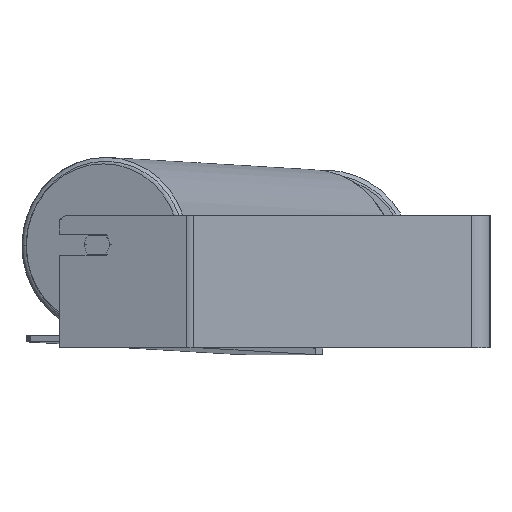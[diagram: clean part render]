
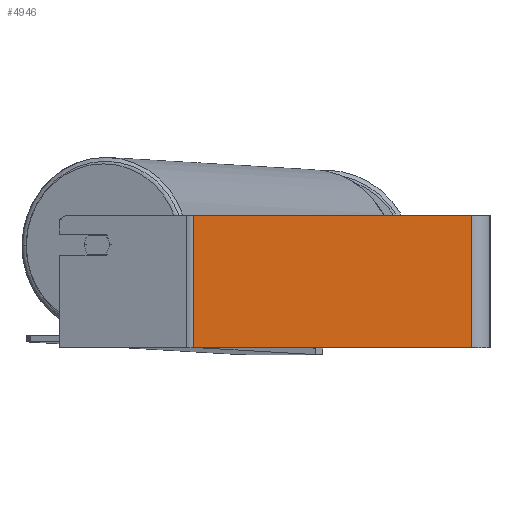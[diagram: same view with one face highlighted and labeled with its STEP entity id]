
A CAD part, left-side view. The second image highlights one B-rep face of the part: STEP entity #4946.
In plain terms, the highlighted planar face has unit normal (-1, 0, 0).
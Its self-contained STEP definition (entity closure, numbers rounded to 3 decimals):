
#25 = VECTOR ( 'NONE', #4653, 1000. ) ;
#576 = CARTESIAN_POINT ( 'NONE',  ( -745., 224.44, -50. ) ) ;
#1613 = VECTOR ( 'NONE', #8344, 1000. ) ;
#1888 = VECTOR ( 'NONE', #5707, 1000. ) ;
#2338 = VERTEX_POINT ( 'NONE', #2538 ) ;
#2538 = CARTESIAN_POINT ( 'NONE',  ( -745., 224.44, 50. ) ) ;
#2825 = CARTESIAN_POINT ( 'NONE',  ( -745., 226.908, 50. ) ) ;
#3177 = CARTESIAN_POINT ( 'NONE',  ( -745., 226.908, -50. ) ) ;
#3495 = VERTEX_POINT ( 'NONE', #576 ) ;
#3548 = LINE ( 'NONE', #2825, #1888 ) ;
#3578 = DIRECTION ( 'NONE',  ( 1., 0., 0. ) ) ;
#3896 = LINE ( 'NONE', #3177, #25 ) ;
#4099 = CARTESIAN_POINT ( 'NONE',  ( -745., 14., 50. ) ) ;
#4305 = ORIENTED_EDGE ( 'NONE', *, *, #8253, .F. ) ;
#4326 = DIRECTION ( 'NONE',  ( 0., 0., -1. ) ) ;
#4653 = DIRECTION ( 'NONE',  ( 0., -1., 0. ) ) ;
#4946 = ADVANCED_FACE ( 'NONE', ( #5023 ), #6444, .F. ) ;
#5023 = FACE_OUTER_BOUND ( 'NONE', #8239, .T. ) ;
#5454 = CARTESIAN_POINT ( 'NONE',  ( -745., 224.44, 50. ) ) ;
#5707 = DIRECTION ( 'NONE',  ( 0., -1., 0. ) ) ;
#6214 = VECTOR ( 'NONE', #8710, 1000. ) ;
#6444 = PLANE ( 'NONE',  #8993 ) ;
#7239 = VERTEX_POINT ( 'NONE', #4099 ) ;
#7284 = ORIENTED_EDGE ( 'NONE', *, *, #7948, .T. ) ;
#7342 = CARTESIAN_POINT ( 'NONE',  ( -745., 14., 50. ) ) ;
#7493 = EDGE_CURVE ( 'NONE', #2338, #7239, #3548, .T. ) ;
#7584 = LINE ( 'NONE', #5454, #1613 ) ;
#7665 = EDGE_CURVE ( 'NONE', #2338, #3495, #7584, .T. ) ;
#7948 = EDGE_CURVE ( 'NONE', #3495, #8973, #3896, .T. ) ;
#8070 = ORIENTED_EDGE ( 'NONE', *, *, #7665, .T. ) ;
#8239 = EDGE_LOOP ( 'NONE', ( #7284, #4305, #8730, #8070 ) ) ;
#8253 = EDGE_CURVE ( 'NONE', #7239, #8973, #8801, .T. ) ;
#8344 = DIRECTION ( 'NONE',  ( 0., 0., -1. ) ) ;
#8710 = DIRECTION ( 'NONE',  ( 0., 0., -1. ) ) ;
#8730 = ORIENTED_EDGE ( 'NONE', *, *, #7493, .F. ) ;
#8801 = LINE ( 'NONE', #7342, #6214 ) ;
#8973 = VERTEX_POINT ( 'NONE', #9304 ) ;
#8993 = AXIS2_PLACEMENT_3D ( 'NONE', #9291, #3578, #4326 ) ;
#9291 = CARTESIAN_POINT ( 'NONE',  ( -745., 226.908, 50. ) ) ;
#9304 = CARTESIAN_POINT ( 'NONE',  ( -745., 14., -50. ) ) ;
